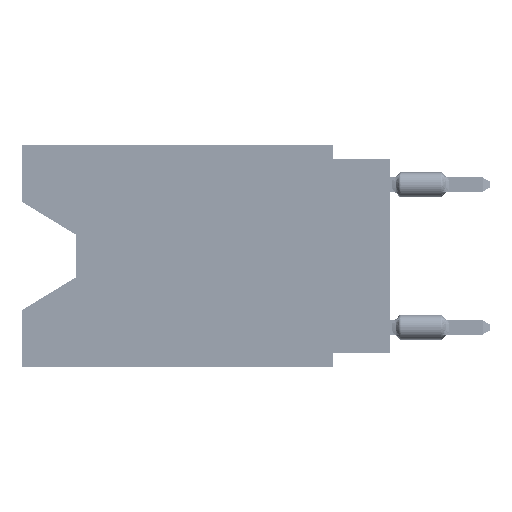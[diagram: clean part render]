
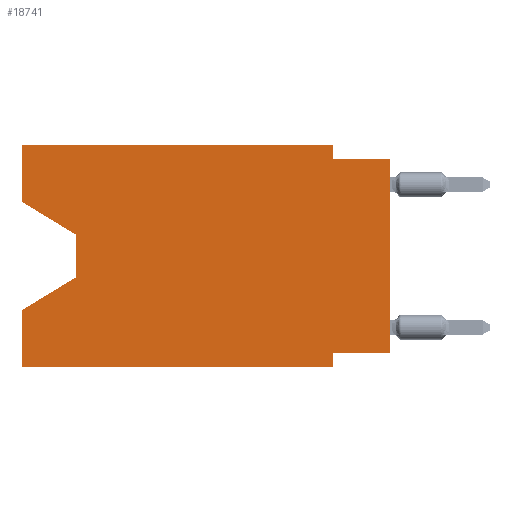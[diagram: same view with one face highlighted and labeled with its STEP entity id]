
A CAD part, left-side view. The second image highlights one B-rep face of the part: STEP entity #18741.
In plain terms, the highlighted planar face has unit normal (-1, 0, 0).
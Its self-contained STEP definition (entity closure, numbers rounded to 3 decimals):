
#1624 = CARTESIAN_POINT ( 'NONE',  ( 0., 2.54, -0.635 ) ) ;
#1927 = VECTOR ( 'NONE', #74753, 1000. ) ;
#3432 = ORIENTED_EDGE ( 'NONE', *, *, #27296, .F. ) ;
#3734 = CARTESIAN_POINT ( 'NONE',  ( 0., 16.383, -9.906 ) ) ;
#4100 = ORIENTED_EDGE ( 'NONE', *, *, #74580, .T. ) ;
#5147 = CARTESIAN_POINT ( 'NONE',  ( 0., 0., -9.271 ) ) ;
#5400 = CARTESIAN_POINT ( 'NONE',  ( 0., 16.383, 0. ) ) ;
#5587 = LINE ( 'NONE', #31212, #51269 ) ;
#5643 = VECTOR ( 'NONE', #65185, 1000. ) ;
#8939 = VERTEX_POINT ( 'NONE', #11908 ) ;
#9975 = EDGE_LOOP ( 'NONE', ( #57159, #69040, #4100, #79436, #12726, #54384, #15920, #32301, #27319, #78944, #18025, #3432 ) ) ;
#11908 = CARTESIAN_POINT ( 'NONE',  ( 0., 2.54, -9.906 ) ) ;
#12726 = ORIENTED_EDGE ( 'NONE', *, *, #35453, .T. ) ;
#13977 = VERTEX_POINT ( 'NONE', #5400 ) ;
#15031 = VECTOR ( 'NONE', #77129, 1000. ) ;
#15920 = ORIENTED_EDGE ( 'NONE', *, *, #75294, .F. ) ;
#16150 = CARTESIAN_POINT ( 'NONE',  ( 0., 0., 0. ) ) ;
#16343 = LINE ( 'NONE', #67599, #1927 ) ;
#18025 = ORIENTED_EDGE ( 'NONE', *, *, #41202, .F. ) ;
#18741 = ADVANCED_FACE ( 'NONE', ( #35072 ), #66571, .F. ) ;
#19268 = CARTESIAN_POINT ( 'NONE',  ( 0., 2.54, 0. ) ) ;
#19279 = VERTEX_POINT ( 'NONE', #74008 ) ;
#19466 = VERTEX_POINT ( 'NONE', #50487 ) ;
#19709 = EDGE_CURVE ( 'NONE', #40850, #68496, #16343, .T. ) ;
#21802 = LINE ( 'NONE', #47448, #30850 ) ;
#22611 = LINE ( 'NONE', #3734, #51281 ) ;
#23946 = LINE ( 'NONE', #37815, #81139 ) ;
#24859 = DIRECTION ( 'NONE',  ( 0., 1., 0. ) ) ;
#24922 = EDGE_CURVE ( 'NONE', #61064, #19466, #52962, .T. ) ;
#26115 = LINE ( 'NONE', #59323, #5643 ) ;
#26589 = EDGE_CURVE ( 'NONE', #71450, #44695, #43683, .T. ) ;
#27266 = LINE ( 'NONE', #71802, #77195 ) ;
#27296 = EDGE_CURVE ( 'NONE', #63716, #13977, #23946, .T. ) ;
#27319 = ORIENTED_EDGE ( 'NONE', *, *, #51415, .F. ) ;
#28339 = DIRECTION ( 'NONE',  ( 1., 0., 0. ) ) ;
#28698 = VECTOR ( 'NONE', #70543, 1000. ) ;
#30850 = VECTOR ( 'NONE', #73060, 1000. ) ;
#31212 = CARTESIAN_POINT ( 'NONE',  ( 0., 0., -0.635 ) ) ;
#32301 = ORIENTED_EDGE ( 'NONE', *, *, #55488, .T. ) ;
#33141 = CARTESIAN_POINT ( 'NONE',  ( 0., 16.383, -9.906 ) ) ;
#35072 = FACE_OUTER_BOUND ( 'NONE', #9975, .T. ) ;
#35453 = EDGE_CURVE ( 'NONE', #61064, #8939, #22611, .T. ) ;
#35916 = VECTOR ( 'NONE', #78176, 1000. ) ;
#37815 = CARTESIAN_POINT ( 'NONE',  ( 0., 16.383, 0. ) ) ;
#40850 = VERTEX_POINT ( 'NONE', #65181 ) ;
#41202 = EDGE_CURVE ( 'NONE', #13977, #71450, #27266, .T. ) ;
#43683 = LINE ( 'NONE', #19268, #28698 ) ;
#44695 = VERTEX_POINT ( 'NONE', #1624 ) ;
#47448 = CARTESIAN_POINT ( 'NONE',  ( 0., 16.383, -2.546 ) ) ;
#47676 = DIRECTION ( 'NONE',  ( 0., 0., 1. ) ) ;
#49270 = LINE ( 'NONE', #5147, #76868 ) ;
#49588 = DIRECTION ( 'NONE',  ( 0., 0., 1. ) ) ;
#50487 = CARTESIAN_POINT ( 'NONE',  ( 0., 16.383, -7.36 ) ) ;
#50514 = CARTESIAN_POINT ( 'NONE',  ( 0., 2.54, 0. ) ) ;
#51269 = VECTOR ( 'NONE', #56843, 1000. ) ;
#51281 = VECTOR ( 'NONE', #67157, 1000. ) ;
#51415 = EDGE_CURVE ( 'NONE', #44695, #19279, #5587, .T. ) ;
#51459 = EDGE_CURVE ( 'NONE', #73282, #8939, #26115, .T. ) ;
#51914 = CARTESIAN_POINT ( 'NONE',  ( 0., 13.97, -5.893 ) ) ;
#52758 = CARTESIAN_POINT ( 'NONE',  ( 0., 13.97, -5.893 ) ) ;
#52962 = LINE ( 'NONE', #59275, #35916 ) ;
#54378 = CARTESIAN_POINT ( 'NONE',  ( 0., 16.383, 0. ) ) ;
#54384 = ORIENTED_EDGE ( 'NONE', *, *, #51459, .F. ) ;
#55488 = EDGE_CURVE ( 'NONE', #79938, #19279, #80021, .T. ) ;
#56843 = DIRECTION ( 'NONE',  ( 0., -1., 0. ) ) ;
#57159 = ORIENTED_EDGE ( 'NONE', *, *, #69495, .T. ) ;
#59203 = CARTESIAN_POINT ( 'NONE',  ( 0., 2.54, -9.271 ) ) ;
#59275 = CARTESIAN_POINT ( 'NONE',  ( 0., 16.383, 0. ) ) ;
#59323 = CARTESIAN_POINT ( 'NONE',  ( 0., 2.54, -9.906 ) ) ;
#61064 = VERTEX_POINT ( 'NONE', #33141 ) ;
#63716 = VERTEX_POINT ( 'NONE', #75467 ) ;
#64879 = AXIS2_PLACEMENT_3D ( 'NONE', #54378, #28339, #67388 ) ;
#65181 = CARTESIAN_POINT ( 'NONE',  ( 0., 13.97, -4.013 ) ) ;
#65185 = DIRECTION ( 'NONE',  ( 0., 0., -1. ) ) ;
#66571 = PLANE ( 'NONE',  #64879 ) ;
#67157 = DIRECTION ( 'NONE',  ( 0., -1., 0. ) ) ;
#67388 = DIRECTION ( 'NONE',  ( 0., 0., -1. ) ) ;
#67599 = CARTESIAN_POINT ( 'NONE',  ( 0., 13.97, -4.013 ) ) ;
#68496 = VERTEX_POINT ( 'NONE', #51914 ) ;
#69040 = ORIENTED_EDGE ( 'NONE', *, *, #19709, .T. ) ;
#69128 = VECTOR ( 'NONE', #47676, 1000. ) ;
#69495 = EDGE_CURVE ( 'NONE', #63716, #40850, #21802, .T. ) ;
#70543 = DIRECTION ( 'NONE',  ( 0., 0., -1. ) ) ;
#71450 = VERTEX_POINT ( 'NONE', #50514 ) ;
#71802 = CARTESIAN_POINT ( 'NONE',  ( 0., 16.383, 0. ) ) ;
#72223 = DIRECTION ( 'NONE',  ( 0., -1., 0. ) ) ;
#73060 = DIRECTION ( 'NONE',  ( 0., -0.855, -0.519 ) ) ;
#73282 = VERTEX_POINT ( 'NONE', #59203 ) ;
#74008 = CARTESIAN_POINT ( 'NONE',  ( 0., 0., -0.635 ) ) ;
#74580 = EDGE_CURVE ( 'NONE', #68496, #19466, #77978, .T. ) ;
#74753 = DIRECTION ( 'NONE',  ( 0., 0., -1. ) ) ;
#75294 = EDGE_CURVE ( 'NONE', #79938, #73282, #49270, .T. ) ;
#75467 = CARTESIAN_POINT ( 'NONE',  ( 0., 16.383, -2.546 ) ) ;
#76868 = VECTOR ( 'NONE', #24859, 1000. ) ;
#76954 = CARTESIAN_POINT ( 'NONE',  ( 0., 0., -9.271 ) ) ;
#77129 = DIRECTION ( 'NONE',  ( 0., 0.855, -0.519 ) ) ;
#77195 = VECTOR ( 'NONE', #72223, 1000. ) ;
#77978 = LINE ( 'NONE', #52758, #15031 ) ;
#78176 = DIRECTION ( 'NONE',  ( 0., 0., 1. ) ) ;
#78944 = ORIENTED_EDGE ( 'NONE', *, *, #26589, .F. ) ;
#79436 = ORIENTED_EDGE ( 'NONE', *, *, #24922, .F. ) ;
#79938 = VERTEX_POINT ( 'NONE', #76954 ) ;
#80021 = LINE ( 'NONE', #16150, #69128 ) ;
#81139 = VECTOR ( 'NONE', #49588, 1000. ) ;
